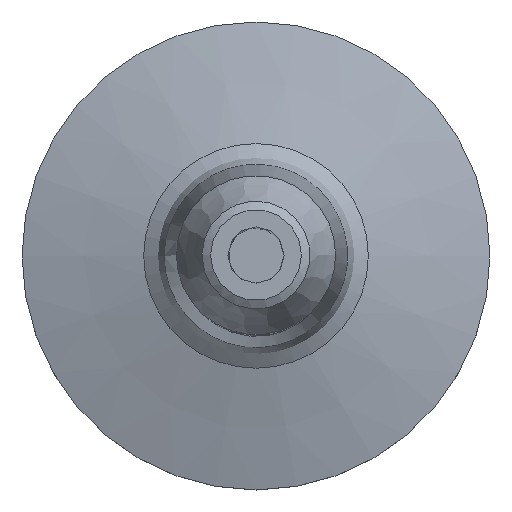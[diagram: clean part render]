
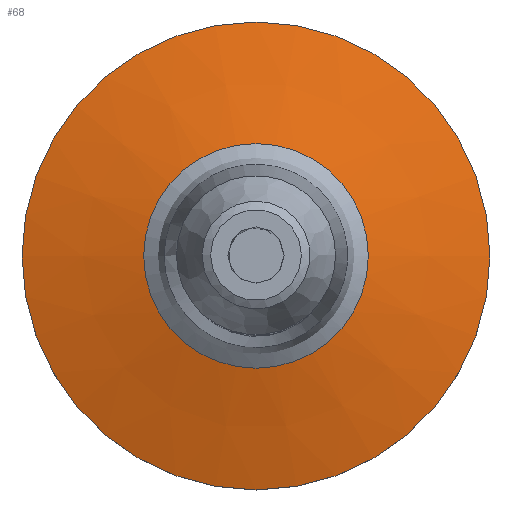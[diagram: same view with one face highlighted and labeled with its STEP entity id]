
A CAD part, top view. The second image highlights one B-rep face of the part: STEP entity #68.
In plain terms, the highlighted conical face has half-angle 75 degrees and reference radius 12.001 mm.
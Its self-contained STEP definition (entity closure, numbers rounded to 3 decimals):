
#43=CONICAL_SURFACE('',#247,12.001,75.);
#68=ADVANCED_FACE('',(#95,#96),#43,.T.);
#95=FACE_BOUND('',#127,.T.);
#96=FACE_BOUND('',#128,.T.);
#127=EDGE_LOOP('',(#161));
#128=EDGE_LOOP('',(#162));
#161=ORIENTED_EDGE('',*,*,#198,.T.);
#162=ORIENTED_EDGE('',*,*,#206,.F.);
#181=VERTEX_POINT('',#338);
#189=VERTEX_POINT('',#421);
#198=EDGE_CURVE('',#181,#181,#215,.T.);
#206=EDGE_CURVE('',#189,#189,#222,.T.);
#215=CIRCLE('',#232,12.001);
#222=CIRCLE('',#246,25.);
#232=AXIS2_PLACEMENT_3D('',#337,#268,#269);
#246=AXIS2_PLACEMENT_3D('',#420,#296,#297);
#247=AXIS2_PLACEMENT_3D('',#422,#298,#299);
#268=DIRECTION('',(0.,0.,-1.));
#269=DIRECTION('',(-1.,0.,0.));
#296=DIRECTION('',(0.,0.,-1.));
#297=DIRECTION('',(-1.,0.,0.));
#298=DIRECTION('',(0.,0.,-1.));
#299=DIRECTION('',(1.,0.,0.));
#337=CARTESIAN_POINT('',(0.,0.,8.483));
#338=CARTESIAN_POINT('',(-12.001,0.,8.483));
#420=CARTESIAN_POINT('',(0.,0.,5.));
#421=CARTESIAN_POINT('',(-25.,0.,5.));
#422=CARTESIAN_POINT('',(0.,0.,8.483));
